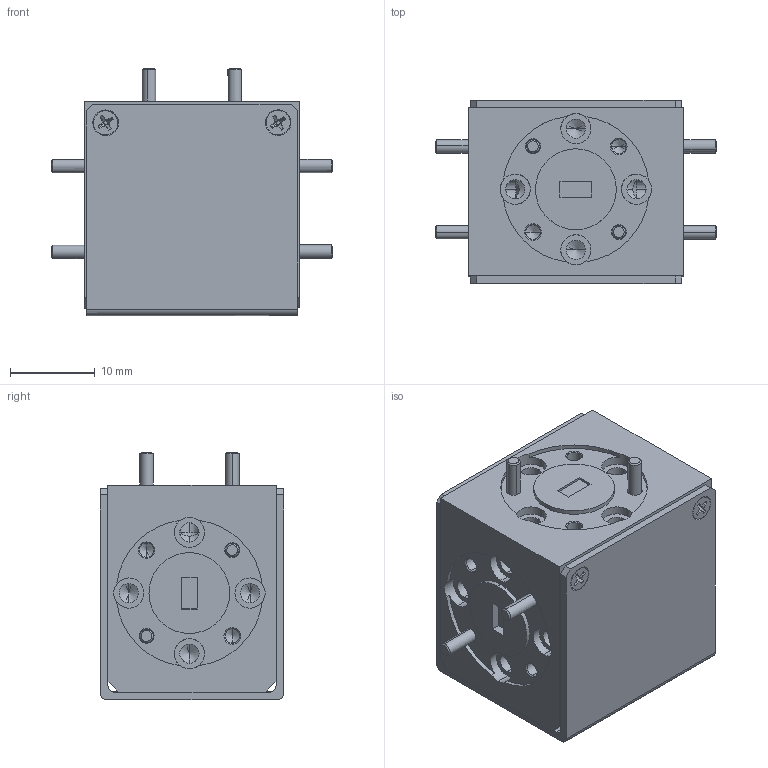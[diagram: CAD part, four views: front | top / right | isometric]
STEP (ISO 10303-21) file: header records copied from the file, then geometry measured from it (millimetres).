
FILE_DESCRIPTION (( 'STEP AP203' ), '1' );
FILE_NAME ('SNW-5836230518-15-C1.STEP', '2025-07-15T21:43:36', ( '' ), ( '' ), 'SwSTEP 2.0', 'SolidWorks 2021', '' );
FILE_SCHEMA (( 'CONFIG_CONTROL_DESIGN' ));
Length unit declared in the file: inch
Products named in the file (1): SNW-5836230518-15-C1
Bounding box: 33.16 x 21.59 x 29.16 mm (x, y, z)
Volume: 13167.9 mm3; surface area: 4808.5 mm2
Topology: 7 solids, 9 shells, 413 faces, 1022 edges, 620 vertices
Faces by surface type: plane 145, cone 138, cylinder 130
Entity records: 12187 total; most frequent: CARTESIAN_POINT 2468, DIRECTION 2074, ORIENTED_EDGE 1964, EDGE_CURVE 982, AXIS2_PLACEMENT_3D 802, VERTEX_POINT 620, VECTOR 470, LINE 470
